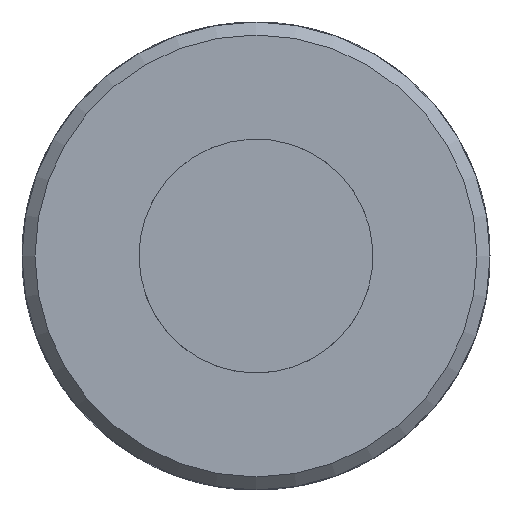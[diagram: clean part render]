
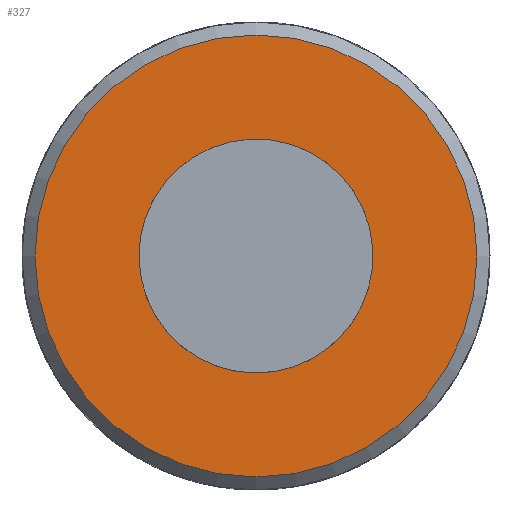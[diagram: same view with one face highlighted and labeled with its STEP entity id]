
A CAD part, left-side view. The second image highlights one B-rep face of the part: STEP entity #327.
In plain terms, the highlighted planar face has unit normal (-1, 0, 0).
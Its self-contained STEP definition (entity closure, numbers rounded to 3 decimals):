
#327 = ADVANCED_FACE( '', ( #642, #643 ), #644, .F. );
#642 = FACE_OUTER_BOUND( '', #928, .T. );
#643 = FACE_BOUND( '', #929, .T. );
#644 = PLANE( '', #930 );
#928 = EDGE_LOOP( '', ( #1512 ) );
#929 = EDGE_LOOP( '', ( #1513 ) );
#930 = AXIS2_PLACEMENT_3D( '', #1514, #1515, #1516 );
#1512 = ORIENTED_EDGE( '', *, *, #1550, .F. );
#1513 = ORIENTED_EDGE( '', *, *, #1590, .T. );
#1514 = CARTESIAN_POINT( '', ( 0., 0., 0. ) );
#1515 = DIRECTION( '', ( 1., 0., 0. ) );
#1516 = DIRECTION( '', ( 0., 0., -1. ) );
#1550 = EDGE_CURVE( '', #1787, #1787, #1788, .T. );
#1590 = EDGE_CURVE( '', #1856, #1856, #1857, .T. );
#1787 = VERTEX_POINT( '', #2242 );
#1788 = CIRCLE( '', #2243, 17. );
#1856 = VERTEX_POINT( '', #2357 );
#1857 = CIRCLE( '', #2358, 9. );
#2242 = CARTESIAN_POINT( '', ( 0., 0., -17. ) );
#2243 = AXIS2_PLACEMENT_3D( '', #3514, #3515, #3516 );
#2357 = CARTESIAN_POINT( '', ( 0., 0., -9. ) );
#2358 = AXIS2_PLACEMENT_3D( '', #3569, #3570, #3571 );
#3514 = CARTESIAN_POINT( '', ( 0., 0., 0. ) );
#3515 = DIRECTION( '', ( 1., 0., 0. ) );
#3516 = DIRECTION( '', ( 0., 0., -1. ) );
#3569 = CARTESIAN_POINT( '', ( 0., 0., 0. ) );
#3570 = DIRECTION( '', ( 1., 0., 0. ) );
#3571 = DIRECTION( '', ( 0., 0., -1. ) );
